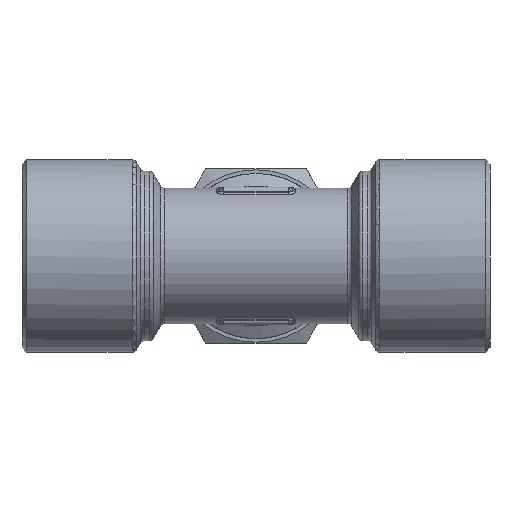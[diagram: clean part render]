
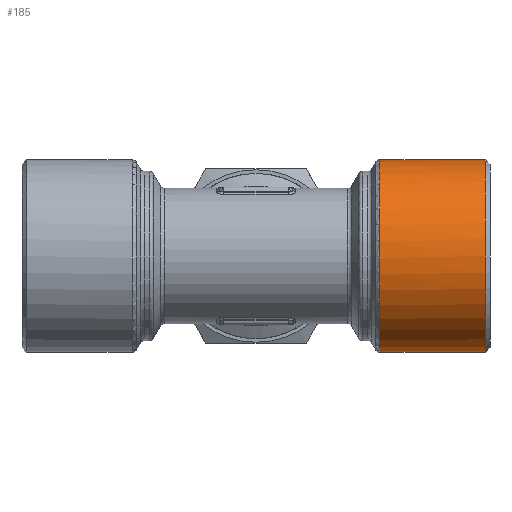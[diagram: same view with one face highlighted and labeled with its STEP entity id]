
A CAD part, left-side view. The second image highlights one B-rep face of the part: STEP entity #185.
In plain terms, the highlighted cylindrical face has radius 10.5 mm (diameter 21 mm), a full revolution.
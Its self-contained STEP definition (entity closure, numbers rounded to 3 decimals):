
#185 = ADVANCED_FACE( 'NONE', ( #595, #596 ), #597, .T. );
#595 = FACE_OUTER_BOUND( '', #2639, .T. );
#596 = FACE_OUTER_BOUND( '', #2640, .T. );
#597 = CYLINDRICAL_SURFACE( '', #2641, 10.5 );
#2639 = EDGE_LOOP( '', ( #5479, #5480, #5481, #5482, #5483, #5484, #5485 ) );
#2640 = EDGE_LOOP( '', ( #5486 ) );
#2641 = AXIS2_PLACEMENT_3D( '', #5487, #5488, #5489 );
#5479 = ORIENTED_EDGE( '', *, *, #6928, .T. );
#5480 = ORIENTED_EDGE( '', *, *, #6646, .T. );
#5481 = ORIENTED_EDGE( '', *, *, #6929, .T. );
#5482 = ORIENTED_EDGE( '', *, *, #6930, .T. );
#5483 = ORIENTED_EDGE( '', *, *, #6931, .T. );
#5484 = ORIENTED_EDGE( '', *, *, #6932, .T. );
#5485 = ORIENTED_EDGE( '', *, *, #6913, .T. );
#5486 = ORIENTED_EDGE( '', *, *, #6933, .T. );
#5487 = CARTESIAN_POINT( '', ( 0., 0., 0. ) );
#5488 = DIRECTION( '', ( 0., -1., 0. ) );
#5489 = DIRECTION( '', ( 0., 0., -1. ) );
#6646 = EDGE_CURVE( 'NONE', #7396, #7394, #7397, .T. );
#6913 = EDGE_CURVE( 'NONE', #7845, #7843, #7846, .T. );
#6928 = EDGE_CURVE( 'NONE', #7843, #7396, #7865, .T. );
#6929 = EDGE_CURVE( 'NONE', #7394, #7375, #7866, .T. );
#6930 = EDGE_CURVE( 'NONE', #7375, #7867, #7868, .T. );
#6931 = EDGE_CURVE( 'NONE', #7867, #7387, #7869, .T. );
#6932 = EDGE_CURVE( 'NONE', #7387, #7845, #7870, .T. );
#6933 = EDGE_CURVE( 'NONE', #7871, #7871, #7872, .T. );
#7375 = VERTEX_POINT( 'NONE', #8975 );
#7387 = VERTEX_POINT( 'NONE', #9019 );
#7394 = VERTEX_POINT( 'NONE', #9052 );
#7396 = VERTEX_POINT( 'NONE', #9054 );
#7397 = B_SPLINE_CURVE_WITH_KNOTS( '', 3, ( #9055, #9056, #9057, #9058, #9059, #9060, #9061, #9062, #9063, #9064, #9065, #9066, #9067, #9068, #9069 ), .UNSPECIFIED., .F., .F., ( 4, 1, 1, 1, 1, 1, 1, 1, 1, 1, 1, 1, 4 ), ( 0., 0.051, 0.101, 0.151, 0.2, 0.25, 0.374, 0.5, 0.624, 0.751, 0.833, 0.916, 1. ), .UNSPECIFIED. );
#7843 = VERTEX_POINT( 'NONE', #10329 );
#7845 = VERTEX_POINT( 'NONE', #10331 );
#7846 = B_SPLINE_CURVE_WITH_KNOTS( '', 3, ( #10332, #10333, #10334, #10335, #10336, #10337, #10338, #10339, #10340, #10341, #10342, #10343, #10344, #10345, #10346, #10347 ), .UNSPECIFIED., .F., .F., ( 4, 1, 1, 1, 1, 1, 1, 1, 1, 1, 1, 1, 1, 4 ), ( 0., 0.051, 0.101, 0.15, 0.2, 0.249, 0.376, 0.499, 0.626, 0.75, 0.812, 0.875, 0.937, 1. ), .UNSPECIFIED. );
#7865 = CIRCLE( '', #10397, 10.5 );
#7866 = LINE( '', #10398, #10399 );
#7867 = VERTEX_POINT( 'NONE', #10400 );
#7868 = ( BOUNDED_CURVE(  )B_SPLINE_CURVE( 3, ( #10403, #10404, #10405, #10406 ), .UNSPECIFIED., .F., .F. )B_SPLINE_CURVE_WITH_KNOTS( ( 4, 4 ), ( 3.041, 3.142 ), .UNSPECIFIED. )CURVE(  )GEOMETRIC_REPRESENTATION_ITEM(  )RATIONAL_B_SPLINE_CURVE( ( 1., 0.999, 0.999, 1. ) )REPRESENTATION_ITEM( '' ) );
#7869 = ( BOUNDED_CURVE(  )B_SPLINE_CURVE( 3, ( #10414, #10415, #10416, #10417 ), .UNSPECIFIED., .F., .F. )B_SPLINE_CURVE_WITH_KNOTS( ( 4, 4 ), ( 3.142, 3.242 ), .UNSPECIFIED. )CURVE(  )GEOMETRIC_REPRESENTATION_ITEM(  )RATIONAL_B_SPLINE_CURVE( ( 1., 0.999, 0.999, 1. ) )REPRESENTATION_ITEM( '' ) );
#7870 = LINE( '', #10423, #10424 );
#7871 = VERTEX_POINT( '', #10425 );
#7872 = CIRCLE( '', #10426, 10.5 );
#8975 = CARTESIAN_POINT( '', ( 10.447, -11.442, -1.05 ) );
#9019 = CARTESIAN_POINT( '', ( 10.447, -11.442, 1.05 ) );
#9052 = CARTESIAN_POINT( '', ( 10.447, -11.917, -1.05 ) );
#9054 = CARTESIAN_POINT( '', ( 10.212, -13.499, -2.442 ) );
#9055 = CARTESIAN_POINT( '', ( 10.212, -13.499, -2.442 ) );
#9056 = CARTESIAN_POINT( '', ( 10.221, -13.498, -2.403 ) );
#9057 = CARTESIAN_POINT( '', ( 10.239, -13.496, -2.326 ) );
#9058 = CARTESIAN_POINT( '', ( 10.265, -13.48, -2.211 ) );
#9059 = CARTESIAN_POINT( '', ( 10.288, -13.455, -2.098 ) );
#9060 = CARTESIAN_POINT( '', ( 10.31, -13.418, -1.989 ) );
#9061 = CARTESIAN_POINT( '', ( 10.34, -13.349, -1.83 ) );
#9062 = CARTESIAN_POINT( '', ( 10.374, -13.224, -1.63 ) );
#9063 = CARTESIAN_POINT( '', ( 10.404, -13.017, -1.421 ) );
#9064 = CARTESIAN_POINT( '', ( 10.425, -12.771, -1.254 ) );
#9065 = CARTESIAN_POINT( '', ( 10.437, -12.53, -1.149 ) );
#9066 = CARTESIAN_POINT( '', ( 10.443, -12.308, -1.088 ) );
#9067 = CARTESIAN_POINT( '', ( 10.447, -12.114, -1.056 ) );
#9068 = CARTESIAN_POINT( '', ( 10.447, -11.983, -1.052 ) );
#9069 = CARTESIAN_POINT( '', ( 10.447, -11.917, -1.05 ) );
#10329 = CARTESIAN_POINT( '', ( 10.212, -13.499, 2.442 ) );
#10331 = CARTESIAN_POINT( '', ( 10.447, -11.917, 1.05 ) );
#10332 = CARTESIAN_POINT( '', ( 10.447, -11.917, 1.05 ) );
#10333 = CARTESIAN_POINT( '', ( 10.447, -11.956, 1.051 ) );
#10334 = CARTESIAN_POINT( '', ( 10.447, -12.036, 1.052 ) );
#10335 = CARTESIAN_POINT( '', ( 10.446, -12.153, 1.064 ) );
#10336 = CARTESIAN_POINT( '', ( 10.444, -12.269, 1.082 ) );
#10337 = CARTESIAN_POINT( '', ( 10.441, -12.383, 1.109 ) );
#10338 = CARTESIAN_POINT( '', ( 10.436, -12.553, 1.16 ) );
#10339 = CARTESIAN_POINT( '', ( 10.425, -12.77, 1.254 ) );
#10340 = CARTESIAN_POINT( '', ( 10.404, -13.016, 1.42 ) );
#10341 = CARTESIAN_POINT( '', ( 10.374, -13.224, 1.629 ) );
#10342 = CARTESIAN_POINT( '', ( 10.339, -13.354, 1.837 ) );
#10343 = CARTESIAN_POINT( '', ( 10.305, -13.429, 2.015 ) );
#10344 = CARTESIAN_POINT( '', ( 10.277, -13.469, 2.155 ) );
#10345 = CARTESIAN_POINT( '', ( 10.246, -13.494, 2.298 ) );
#10346 = CARTESIAN_POINT( '', ( 10.223, -13.497, 2.394 ) );
#10347 = CARTESIAN_POINT( '', ( 10.212, -13.499, 2.442 ) );
#10397 = AXIS2_PLACEMENT_3D( '', #11711, #11712, #11713 );
#10398 = CARTESIAN_POINT( '', ( 10.447, 0., -1.05 ) );
#10399 = VECTOR( '', #11714, 1000. );
#10400 = CARTESIAN_POINT( '', ( 10.5, -11.5, 0. ) );
#10403 = CARTESIAN_POINT( '', ( 10.447, -11.442, -1.05 ) );
#10404 = CARTESIAN_POINT( '', ( 10.482, -11.481, -0.701 ) );
#10405 = CARTESIAN_POINT( '', ( 10.5, -11.5, -0.351 ) );
#10406 = CARTESIAN_POINT( '', ( 10.5, -11.5, 0. ) );
#10414 = CARTESIAN_POINT( '', ( 10.5, -11.5, 0. ) );
#10415 = CARTESIAN_POINT( '', ( 10.5, -11.5, 0.351 ) );
#10416 = CARTESIAN_POINT( '', ( 10.482, -11.481, 0.701 ) );
#10417 = CARTESIAN_POINT( '', ( 10.447, -11.442, 1.05 ) );
#10423 = CARTESIAN_POINT( '', ( 10.447, 0., 1.05 ) );
#10424 = VECTOR( '', #11715, 1000. );
#10425 = CARTESIAN_POINT( '', ( 0., -25., -10.5 ) );
#10426 = AXIS2_PLACEMENT_3D( '', #11716, #11717, #11718 );
#11711 = CARTESIAN_POINT( '', ( 0., -13.499, 0. ) );
#11712 = DIRECTION( '', ( 0., -1., 0. ) );
#11713 = DIRECTION( '', ( 0., 0., -1. ) );
#11714 = DIRECTION( '', ( 0., 1., 0. ) );
#11715 = DIRECTION( '', ( 0., -1., 0. ) );
#11716 = CARTESIAN_POINT( '', ( 0., -25., 0. ) );
#11717 = DIRECTION( '', ( 0., 1., 0. ) );
#11718 = DIRECTION( '', ( 0., 0., -1. ) );
